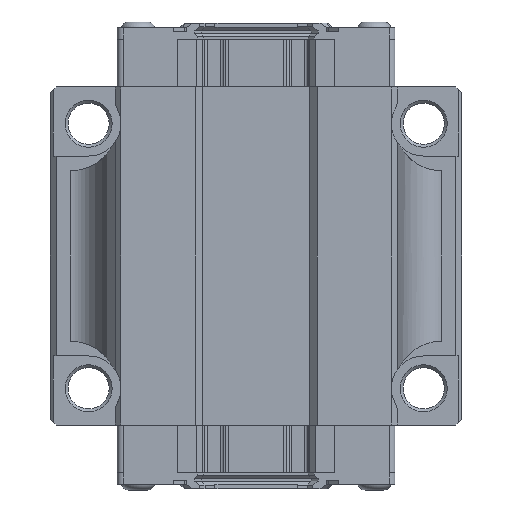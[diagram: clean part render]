
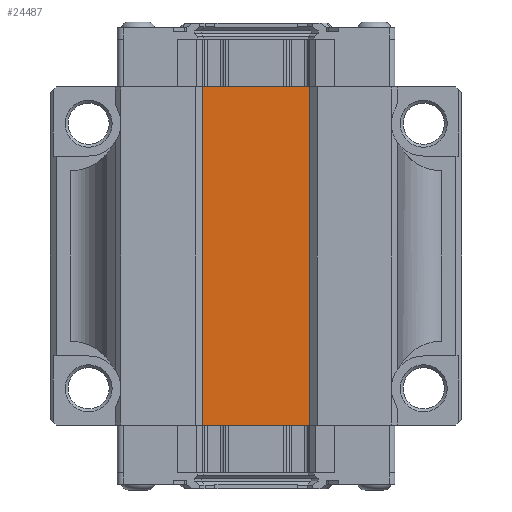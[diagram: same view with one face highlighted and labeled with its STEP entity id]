
A CAD part, front view. The second image highlights one B-rep face of the part: STEP entity #24487.
In plain terms, the highlighted planar face has unit normal (0, -1, 0).
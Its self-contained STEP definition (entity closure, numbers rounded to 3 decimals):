
#774=FACE_OUTER_BOUND('',#2150,.T.);
#2150=EDGE_LOOP('',(#15607,#15608,#15609,#15610));
#4370=LINE('',#34865,#7018);
#4470=LINE('',#35168,#7118);
#4479=LINE('',#35238,#7127);
#4480=LINE('',#35239,#7128);
#7018=VECTOR('',#28072,18.853);
#7118=VECTOR('',#28278,18.853);
#7127=VECTOR('',#28363,57.5);
#7128=VECTOR('',#28364,57.5);
#9712=VERTEX_POINT('',#34862);
#9713=VERTEX_POINT('',#34864);
#9862=VERTEX_POINT('',#35165);
#9863=VERTEX_POINT('',#35167);
#11974=EDGE_CURVE('',#9712,#9713,#4370,.T.);
#12124=EDGE_CURVE('',#9862,#9863,#4470,.T.);
#12155=EDGE_CURVE('',#9863,#9712,#4479,.T.);
#12156=EDGE_CURVE('',#9713,#9862,#4480,.T.);
#15607=ORIENTED_EDGE('',*,*,#11974,.F.);
#15608=ORIENTED_EDGE('',*,*,#12155,.F.);
#15609=ORIENTED_EDGE('',*,*,#12124,.F.);
#15610=ORIENTED_EDGE('',*,*,#12156,.F.);
#22152=PLANE('',#25990);
#24487=ADVANCED_FACE('',(#774),#22152,.F.);
#25990=AXIS2_PLACEMENT_3D('',#35237,#28361,#28362);
#28072=DIRECTION('',(1.,0.,0.));
#28278=DIRECTION('',(-1.,0.,0.));
#28361=DIRECTION('center_axis',(0.,1.,0.));
#28362=DIRECTION('ref_axis',(0.,0.,1.));
#28363=DIRECTION('',(0.,0.,1.));
#28364=DIRECTION('',(0.,0.,-1.));
#34862=CARTESIAN_POINT('',(-9.427,3.5,28.75));
#34864=CARTESIAN_POINT('',(9.427,3.5,28.75));
#34865=CARTESIAN_POINT('',(0.,3.5,28.75));
#35165=CARTESIAN_POINT('',(9.427,3.5,-28.75));
#35167=CARTESIAN_POINT('',(-9.427,3.5,-28.75));
#35168=CARTESIAN_POINT('',(9.427,3.5,-28.75));
#35237=CARTESIAN_POINT('Origin',(9.427,3.5,28.75));
#35238=CARTESIAN_POINT('',(-9.427,3.5,28.75));
#35239=CARTESIAN_POINT('',(9.427,3.5,28.75));
